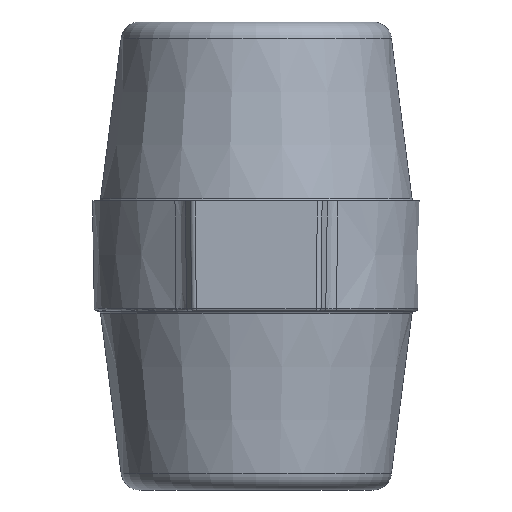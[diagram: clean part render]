
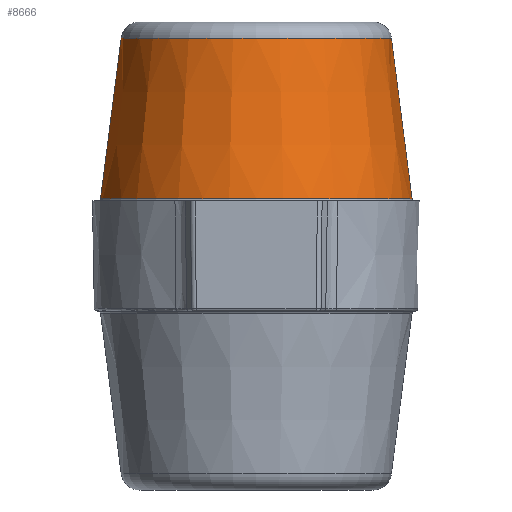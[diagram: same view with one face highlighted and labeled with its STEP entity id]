
A CAD part, front view. The second image highlights one B-rep face of the part: STEP entity #8666.
In plain terms, the highlighted conical face has half-angle 7.306 degrees and reference radius 15.845 mm.
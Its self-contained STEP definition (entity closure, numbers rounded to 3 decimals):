
#107 = CARTESIAN_POINT ( 'NONE',  ( 16.966, 0., 12.262 ) ) ;
#205 = ORIENTED_EDGE ( 'NONE', *, *, #6561, .F. ) ;
#1172 = DIRECTION ( 'NONE',  ( 0.127, 0., 0.992 ) ) ;
#2390 = DIRECTION ( 'NONE',  ( -1., 0., 0. ) ) ;
#4937 = AXIS2_PLACEMENT_3D ( 'NONE', #41371, #26482, #41617 ) ;
#5161 = CARTESIAN_POINT ( 'NONE',  ( -16.966, 0., 12.262 ) ) ;
#5416 = CARTESIAN_POINT ( 'NONE',  ( 0., 0., 29.754 ) ) ;
#6561 = EDGE_CURVE ( 'NONE', #18149, #7786, #39622, .T. ) ;
#6671 = ORIENTED_EDGE ( 'NONE', *, *, #40778, .F. ) ;
#7786 = VERTEX_POINT ( 'NONE', #24026 ) ;
#8666 = ADVANCED_FACE ( 'NONE', ( #9759 ), #20006, .T. ) ;
#9759 = FACE_OUTER_BOUND ( 'NONE', #20517, .T. ) ;
#12321 = EDGE_CURVE ( 'NONE', #14172, #13277, #31141, .T. ) ;
#13277 = VERTEX_POINT ( 'NONE', #20890 ) ;
#14172 = VERTEX_POINT ( 'NONE', #107 ) ;
#15056 = CARTESIAN_POINT ( 'NONE',  ( 16.966, 0., 12.262 ) ) ;
#16164 = CIRCLE ( 'NONE', #4937, 16.966 ) ;
#17300 = ORIENTED_EDGE ( 'NONE', *, *, #37806, .F. ) ;
#17593 = AXIS2_PLACEMENT_3D ( 'NONE', #48529, #25318, #33142 ) ;
#18149 = VERTEX_POINT ( 'NONE', #25836 ) ;
#20006 = CONICAL_SURFACE ( 'NONE', #17593, 15.845, 0.128 ) ;
#20517 = EDGE_LOOP ( 'NONE', ( #39933, #17300, #205, #6671 ) ) ;
#20890 = CARTESIAN_POINT ( 'NONE',  ( 14.724, 0., 29.754 ) ) ;
#24026 = CARTESIAN_POINT ( 'NONE',  ( -14.724, 0., 29.754 ) ) ;
#25318 = DIRECTION ( 'NONE',  ( 0., 0., -1. ) ) ;
#25836 = CARTESIAN_POINT ( 'NONE',  ( -16.966, 0., 12.262 ) ) ;
#26482 = DIRECTION ( 'NONE',  ( 0., 0., -1. ) ) ;
#29684 = CIRCLE ( 'NONE', #45780, 14.724 ) ;
#31141 = LINE ( 'NONE', #15056, #34252 ) ;
#33142 = DIRECTION ( 'NONE',  ( 1., 0., 0. ) ) ;
#34252 = VECTOR ( 'NONE', #41986, 1000. ) ;
#36343 = DIRECTION ( 'NONE',  ( 0., 0., 1. ) ) ;
#37806 = EDGE_CURVE ( 'NONE', #7786, #13277, #29684, .T. ) ;
#39622 = LINE ( 'NONE', #5161, #45994 ) ;
#39933 = ORIENTED_EDGE ( 'NONE', *, *, #12321, .T. ) ;
#40778 = EDGE_CURVE ( 'NONE', #14172, #18149, #16164, .T. ) ;
#41371 = CARTESIAN_POINT ( 'NONE',  ( 0., 0., 12.262 ) ) ;
#41617 = DIRECTION ( 'NONE',  ( 1., 0., 0. ) ) ;
#41986 = DIRECTION ( 'NONE',  ( -0.127, 0., 0.992 ) ) ;
#45780 = AXIS2_PLACEMENT_3D ( 'NONE', #5416, #36343, #2390 ) ;
#45994 = VECTOR ( 'NONE', #1172, 1000. ) ;
#48529 = CARTESIAN_POINT ( 'NONE',  ( 0., 0., 21.008 ) ) ;
